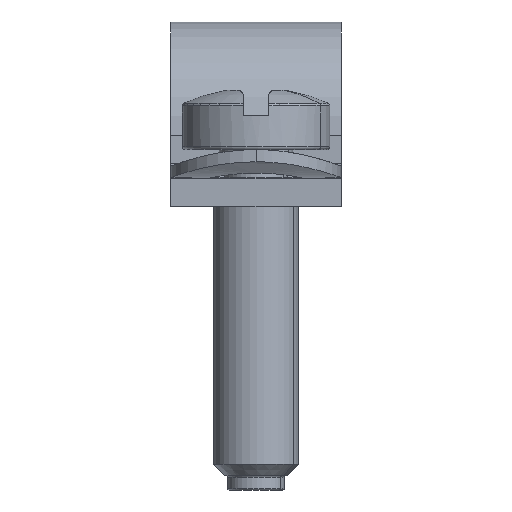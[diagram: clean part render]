
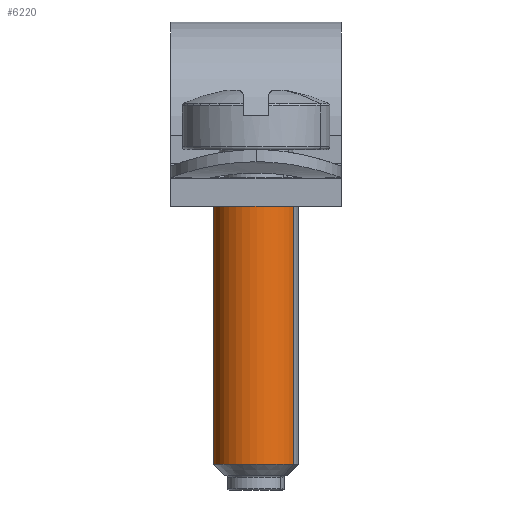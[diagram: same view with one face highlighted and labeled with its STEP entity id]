
A CAD part, front view. The second image highlights one B-rep face of the part: STEP entity #6220.
In plain terms, the highlighted cylindrical face has radius 1.5 mm (diameter 3 mm), a partial arc.
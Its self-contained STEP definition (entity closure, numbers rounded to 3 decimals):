
#6168=AXIS2_PLACEMENT_3D('Circle Axis2P3D',#6166,#6167,$) ;
#6181=AXIS2_PLACEMENT_3D('Cylinder Axis2P3D',#6178,#6179,#6180) ;
#6211=AXIS2_PLACEMENT_3D('Circle Axis2P3D',#6209,#6210,$) ;
#6144=CARTESIAN_POINT('Vertex',(4.316,3.281,10.6)) ;
#6151=CARTESIAN_POINT('Vertex',(1.684,4.719,10.6)) ;
#6166=CARTESIAN_POINT('Axis2P3D Location',(3.,4.,10.6)) ;
#6178=CARTESIAN_POINT('Axis2P3D Location',(3.,4.,7.05)) ;
#6183=CARTESIAN_POINT('Line Origine',(4.316,3.281,5.75)) ;
#6187=CARTESIAN_POINT('Vertex',(4.316,3.281,0.9)) ;
#6194=CARTESIAN_POINT('Vertex',(1.684,4.719,0.9)) ;
#6197=CARTESIAN_POINT('Line Origine',(1.684,4.719,5.75)) ;
#6209=CARTESIAN_POINT('Axis2P3D Location',(3.,4.,0.9)) ;
#6167=DIRECTION('Axis2P3D Direction',(0.,0.,-1.)) ;
#6179=DIRECTION('Axis2P3D Direction',(0.,0.,-1.)) ;
#6180=DIRECTION('Axis2P3D XDirection',(-0.878,0.479,-0.)) ;
#6184=DIRECTION('Vector Direction',(0.,0.,-1.)) ;
#6198=DIRECTION('Vector Direction',(0.,0.,-1.)) ;
#6210=DIRECTION('Axis2P3D Direction',(0.,0.,-1.)) ;
#6185=VECTOR('Line Direction',#6184,1.) ;
#6199=VECTOR('Line Direction',#6198,1.) ;
#6215=ORIENTED_EDGE('',*,*,#6201,.T.) ;
#6216=ORIENTED_EDGE('',*,*,#6213,.F.) ;
#6217=ORIENTED_EDGE('',*,*,#6189,.F.) ;
#6218=ORIENTED_EDGE('',*,*,#6170,.T.) ;
#6220=ADVANCED_FACE('K\X2\00F6\X0\rper.3',(#6219),#6182,.T.) ;
#6169=CIRCLE('generated circle',#6168,1.5) ;
#6212=CIRCLE('generated circle',#6211,1.5) ;
#6182=CYLINDRICAL_SURFACE('generated cylinder',#6181,1.5) ;
#6170=EDGE_CURVE('',#6145,#6152,#6169,.T.) ;
#6189=EDGE_CURVE('',#6145,#6188,#6186,.T.) ;
#6201=EDGE_CURVE('',#6152,#6195,#6200,.T.) ;
#6213=EDGE_CURVE('',#6188,#6195,#6212,.T.) ;
#6214=EDGE_LOOP('',(#6215,#6216,#6217,#6218)) ;
#6219=FACE_OUTER_BOUND('',#6214,.T.) ;
#6186=LINE('Line',#6183,#6185) ;
#6200=LINE('Line',#6197,#6199) ;
#6145=VERTEX_POINT('',#6144) ;
#6152=VERTEX_POINT('',#6151) ;
#6188=VERTEX_POINT('',#6187) ;
#6195=VERTEX_POINT('',#6194) ;
